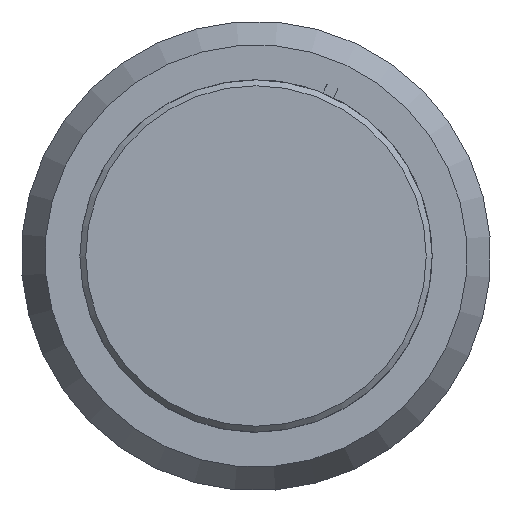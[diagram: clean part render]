
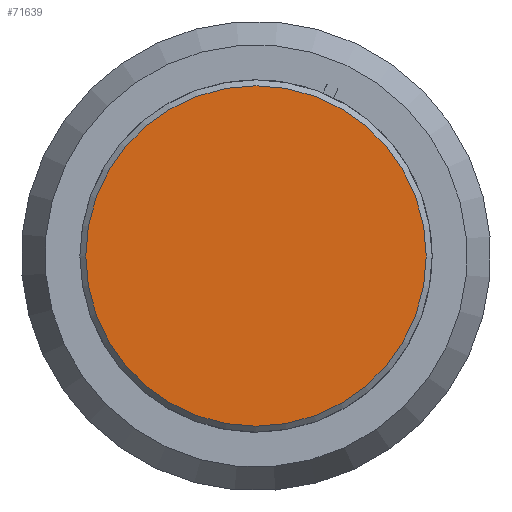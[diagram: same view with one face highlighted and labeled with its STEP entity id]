
A CAD part, left-side view. The second image highlights one B-rep face of the part: STEP entity #71639.
In plain terms, the highlighted planar face has unit normal (-1, 0, 0).
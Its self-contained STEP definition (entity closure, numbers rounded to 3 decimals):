
#71608=CARTESIAN_POINT('',(0.0,14.5,0.));
#71609=VERTEX_POINT('',#71608);
#71610=CARTESIAN_POINT('',(0.0,0.0,0.0));
#71611=DIRECTION('',(1.0,0.0,0.0));
#71612=DIRECTION('',(0.0,-1.0,0.0));
#71613=AXIS2_PLACEMENT_3D('',#71610,#71611,#71612);
#71614=CIRCLE('',#71613,14.5);
#71615=EDGE_CURVE('',#71609,#71609,#71614,.T.);
#71631=CARTESIAN_POINT('',(0.0,13.287,0.0));
#71632=DIRECTION('',(-1.0,0.0,0.0));
#71633=DIRECTION('',(0.0,0.0,1.0));
#71634=AXIS2_PLACEMENT_3D('',#71631,#71632,#71633);
#71635=PLANE('',#71634);
#71636=ORIENTED_EDGE('',*,*,#71615,.F.);
#71637=EDGE_LOOP('',(#71636));
#71638=FACE_OUTER_BOUND('',#71637,.T.);
#71639=ADVANCED_FACE('',(#71638),#71635,.T.);
